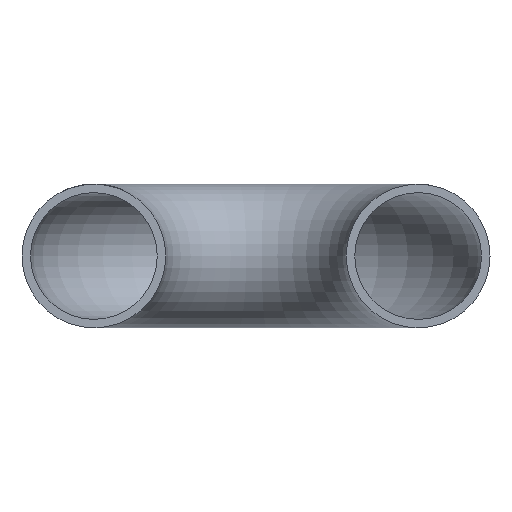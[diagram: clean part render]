
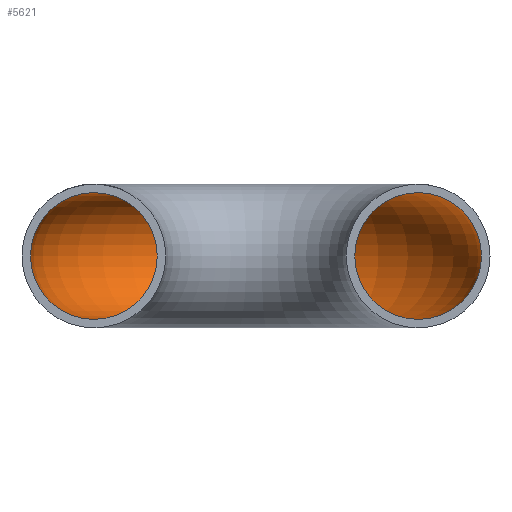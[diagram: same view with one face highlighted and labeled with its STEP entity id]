
A CAD part, front view. The second image highlights one B-rep face of the part: STEP entity #5621.
In plain terms, the highlighted toroidal (fillet/blend) face has major radius 38 mm and minor radius 14.85 mm.
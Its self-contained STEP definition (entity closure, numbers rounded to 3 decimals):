
#15 = CARTESIAN_POINT ( 'NONE',  ( 52.85, 0., 0. ) ) ;
#556 = AXIS2_PLACEMENT_3D ( 'NONE', #15514, #12898, #1913 ) ;
#1913 = DIRECTION ( 'NONE',  ( 0., 0., 1. ) ) ;
#2785 = FACE_OUTER_BOUND ( 'NONE', #15733, .T. ) ;
#3436 = TOROIDAL_SURFACE ( 'NONE', #5764, 38., 14.85 ) ;
#3744 = CIRCLE ( 'NONE', #4275, 14.85 ) ;
#4275 = AXIS2_PLACEMENT_3D ( 'NONE', #10407, #12719, #15409 ) ;
#4925 = CARTESIAN_POINT ( 'NONE',  ( -38., 0., 14.85 ) ) ;
#5012 = EDGE_CURVE ( 'NONE', #14746, #14746, #8401, .T. ) ;
#5579 = ORIENTED_EDGE ( 'NONE', *, *, #5012, .F. ) ;
#5621 = ADVANCED_FACE ( 'NONE', ( #2785, #12783 ), #3436, .F. ) ;
#5764 = AXIS2_PLACEMENT_3D ( 'NONE', #12177, #10941, #13412 ) ;
#8401 = CIRCLE ( 'NONE', #556, 14.85 ) ;
#9914 = VERTEX_POINT ( 'NONE', #15 ) ;
#10407 = CARTESIAN_POINT ( 'NONE',  ( 38., 0., 0. ) ) ;
#10941 = DIRECTION ( 'NONE',  ( 0., 0., -1. ) ) ;
#11854 = EDGE_CURVE ( 'NONE', #9914, #9914, #3744, .T. ) ;
#12177 = CARTESIAN_POINT ( 'NONE',  ( 0., 0., 0. ) ) ;
#12302 = ORIENTED_EDGE ( 'NONE', *, *, #11854, .T. ) ;
#12719 = DIRECTION ( 'NONE',  ( 0., -1., 0. ) ) ;
#12783 = FACE_OUTER_BOUND ( 'NONE', #14308, .T. ) ;
#12898 = DIRECTION ( 'NONE',  ( 0., 1., 0. ) ) ;
#13412 = DIRECTION ( 'NONE',  ( -1., 0., 0. ) ) ;
#14308 = EDGE_LOOP ( 'NONE', ( #5579 ) ) ;
#14746 = VERTEX_POINT ( 'NONE', #4925 ) ;
#15409 = DIRECTION ( 'NONE',  ( 1., 0., 0. ) ) ;
#15514 = CARTESIAN_POINT ( 'NONE',  ( -38., 0., 0. ) ) ;
#15733 = EDGE_LOOP ( 'NONE', ( #12302 ) ) ;
